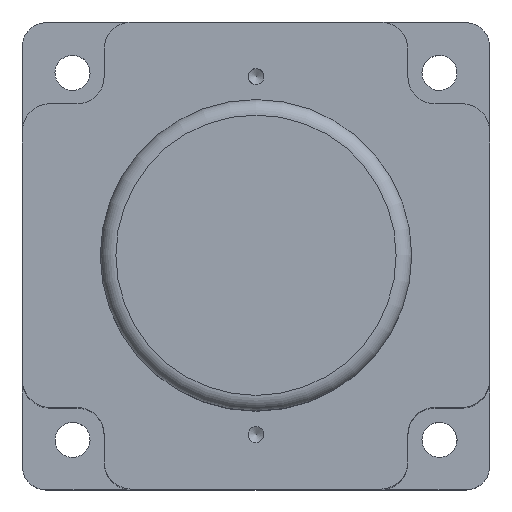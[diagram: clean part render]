
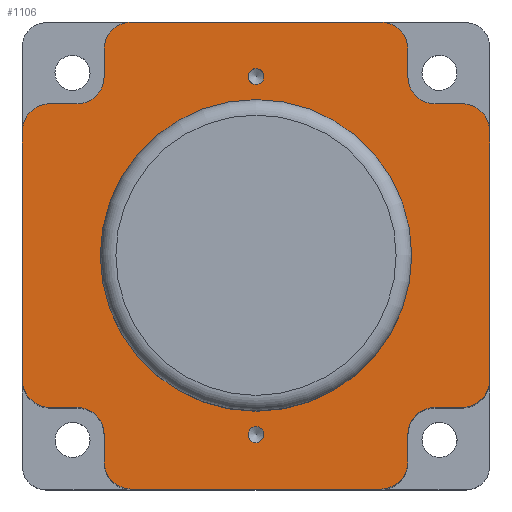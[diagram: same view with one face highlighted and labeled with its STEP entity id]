
A CAD part, top view. The second image highlights one B-rep face of the part: STEP entity #1106.
In plain terms, the highlighted planar face has unit normal (0, 0, 1).
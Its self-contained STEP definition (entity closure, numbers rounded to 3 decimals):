
#31=FACE_BOUND('',#184,.T.);
#32=FACE_BOUND('',#185,.T.);
#33=FACE_BOUND('',#186,.T.);
#46=PLANE('',#1237);
#114=FACE_OUTER_BOUND('',#183,.T.);
#183=EDGE_LOOP('',(#908,#909,#910,#911,#912,#913,#914,#915,#916,#917,#918,
#919,#920,#921,#922,#923,#924,#925,#926,#927,#928,#929,#930,#931));
#184=EDGE_LOOP('',(#932));
#185=EDGE_LOOP('',(#933,#934));
#186=EDGE_LOOP('',(#935,#936));
#274=CIRCLE('',#1235,20.);
#275=CIRCLE('',#1238,3.5);
#276=CIRCLE('',#1239,3.5);
#277=CIRCLE('',#1240,3.5);
#278=CIRCLE('',#1241,3.5);
#279=CIRCLE('',#1242,3.5);
#280=CIRCLE('',#1243,3.5);
#281=CIRCLE('',#1244,3.5);
#282=CIRCLE('',#1245,3.5);
#283=CIRCLE('',#1246,3.5);
#284=CIRCLE('',#1247,3.5);
#285=CIRCLE('',#1248,3.5);
#286=CIRCLE('',#1249,3.5);
#287=CIRCLE('',#1250,1.025);
#288=CIRCLE('',#1251,1.025);
#289=CIRCLE('',#1252,1.025);
#290=CIRCLE('',#1253,1.025);
#341=LINE('',#1872,#422);
#344=LINE('',#1878,#425);
#345=LINE('',#1882,#426);
#346=LINE('',#1886,#427);
#347=LINE('',#1891,#428);
#348=LINE('',#1895,#429);
#349=LINE('',#1899,#430);
#350=LINE('',#1903,#431);
#351=LINE('',#1907,#432);
#352=LINE('',#1911,#433);
#353=LINE('',#1915,#434);
#354=LINE('',#1919,#435);
#422=VECTOR('',#1505,32.);
#425=VECTOR('',#1510,32.);
#426=VECTOR('',#1513,3.5);
#427=VECTOR('',#1516,3.5);
#428=VECTOR('',#1521,3.5);
#429=VECTOR('',#1524,3.5);
#430=VECTOR('',#1527,32.);
#431=VECTOR('',#1530,3.5);
#432=VECTOR('',#1533,3.5);
#433=VECTOR('',#1536,32.);
#434=VECTOR('',#1539,3.5);
#435=VECTOR('',#1542,3.5);
#539=VERTEX_POINT('',#1866);
#540=VERTEX_POINT('',#1870);
#541=VERTEX_POINT('',#1871);
#542=VERTEX_POINT('',#1876);
#543=VERTEX_POINT('',#1877);
#544=VERTEX_POINT('',#1879);
#545=VERTEX_POINT('',#1881);
#546=VERTEX_POINT('',#1883);
#547=VERTEX_POINT('',#1885);
#548=VERTEX_POINT('',#1888);
#549=VERTEX_POINT('',#1890);
#550=VERTEX_POINT('',#1892);
#551=VERTEX_POINT('',#1894);
#552=VERTEX_POINT('',#1896);
#553=VERTEX_POINT('',#1898);
#554=VERTEX_POINT('',#1900);
#555=VERTEX_POINT('',#1902);
#556=VERTEX_POINT('',#1904);
#557=VERTEX_POINT('',#1906);
#558=VERTEX_POINT('',#1908);
#559=VERTEX_POINT('',#1910);
#560=VERTEX_POINT('',#1912);
#561=VERTEX_POINT('',#1914);
#562=VERTEX_POINT('',#1916);
#563=VERTEX_POINT('',#1918);
#564=VERTEX_POINT('',#1921);
#565=VERTEX_POINT('',#1922);
#566=VERTEX_POINT('',#1925);
#567=VERTEX_POINT('',#1926);
#677=EDGE_CURVE('',#539,#539,#274,.T.);
#678=EDGE_CURVE('',#540,#541,#341,.T.);
#681=EDGE_CURVE('',#542,#543,#344,.T.);
#682=EDGE_CURVE('',#543,#544,#275,.T.);
#683=EDGE_CURVE('',#545,#544,#345,.T.);
#684=EDGE_CURVE('',#546,#545,#276,.T.);
#685=EDGE_CURVE('',#547,#546,#346,.T.);
#686=EDGE_CURVE('',#547,#540,#277,.T.);
#687=EDGE_CURVE('',#541,#548,#278,.T.);
#688=EDGE_CURVE('',#549,#548,#347,.T.);
#689=EDGE_CURVE('',#550,#549,#279,.T.);
#690=EDGE_CURVE('',#551,#550,#348,.T.);
#691=EDGE_CURVE('',#551,#552,#280,.T.);
#692=EDGE_CURVE('',#552,#553,#349,.T.);
#693=EDGE_CURVE('',#553,#554,#281,.T.);
#694=EDGE_CURVE('',#555,#554,#350,.T.);
#695=EDGE_CURVE('',#556,#555,#282,.T.);
#696=EDGE_CURVE('',#557,#556,#351,.T.);
#697=EDGE_CURVE('',#557,#558,#283,.T.);
#698=EDGE_CURVE('',#558,#559,#352,.T.);
#699=EDGE_CURVE('',#559,#560,#284,.T.);
#700=EDGE_CURVE('',#561,#560,#353,.T.);
#701=EDGE_CURVE('',#562,#561,#285,.T.);
#702=EDGE_CURVE('',#563,#562,#354,.T.);
#703=EDGE_CURVE('',#563,#542,#286,.T.);
#704=EDGE_CURVE('',#564,#565,#287,.T.);
#705=EDGE_CURVE('',#565,#564,#288,.T.);
#706=EDGE_CURVE('',#566,#567,#289,.T.);
#707=EDGE_CURVE('',#567,#566,#290,.T.);
#908=ORIENTED_EDGE('',*,*,#681,.T.);
#909=ORIENTED_EDGE('',*,*,#682,.T.);
#910=ORIENTED_EDGE('',*,*,#683,.F.);
#911=ORIENTED_EDGE('',*,*,#684,.F.);
#912=ORIENTED_EDGE('',*,*,#685,.F.);
#913=ORIENTED_EDGE('',*,*,#686,.T.);
#914=ORIENTED_EDGE('',*,*,#678,.T.);
#915=ORIENTED_EDGE('',*,*,#687,.T.);
#916=ORIENTED_EDGE('',*,*,#688,.F.);
#917=ORIENTED_EDGE('',*,*,#689,.F.);
#918=ORIENTED_EDGE('',*,*,#690,.F.);
#919=ORIENTED_EDGE('',*,*,#691,.T.);
#920=ORIENTED_EDGE('',*,*,#692,.T.);
#921=ORIENTED_EDGE('',*,*,#693,.T.);
#922=ORIENTED_EDGE('',*,*,#694,.F.);
#923=ORIENTED_EDGE('',*,*,#695,.F.);
#924=ORIENTED_EDGE('',*,*,#696,.F.);
#925=ORIENTED_EDGE('',*,*,#697,.T.);
#926=ORIENTED_EDGE('',*,*,#698,.T.);
#927=ORIENTED_EDGE('',*,*,#699,.T.);
#928=ORIENTED_EDGE('',*,*,#700,.F.);
#929=ORIENTED_EDGE('',*,*,#701,.F.);
#930=ORIENTED_EDGE('',*,*,#702,.F.);
#931=ORIENTED_EDGE('',*,*,#703,.T.);
#932=ORIENTED_EDGE('',*,*,#677,.T.);
#933=ORIENTED_EDGE('',*,*,#704,.F.);
#934=ORIENTED_EDGE('',*,*,#705,.F.);
#935=ORIENTED_EDGE('',*,*,#706,.F.);
#936=ORIENTED_EDGE('',*,*,#707,.F.);
#1106=ADVANCED_FACE('',(#114,#31,#32,#33),#46,.T.);
#1235=AXIS2_PLACEMENT_3D('',#1868,#1501,#1502);
#1237=AXIS2_PLACEMENT_3D('',#1875,#1508,#1509);
#1238=AXIS2_PLACEMENT_3D('',#1880,#1511,#1512);
#1239=AXIS2_PLACEMENT_3D('',#1884,#1514,#1515);
#1240=AXIS2_PLACEMENT_3D('',#1887,#1517,#1518);
#1241=AXIS2_PLACEMENT_3D('',#1889,#1519,#1520);
#1242=AXIS2_PLACEMENT_3D('',#1893,#1522,#1523);
#1243=AXIS2_PLACEMENT_3D('',#1897,#1525,#1526);
#1244=AXIS2_PLACEMENT_3D('',#1901,#1528,#1529);
#1245=AXIS2_PLACEMENT_3D('',#1905,#1531,#1532);
#1246=AXIS2_PLACEMENT_3D('',#1909,#1534,#1535);
#1247=AXIS2_PLACEMENT_3D('',#1913,#1537,#1538);
#1248=AXIS2_PLACEMENT_3D('',#1917,#1540,#1541);
#1249=AXIS2_PLACEMENT_3D('',#1920,#1543,#1544);
#1250=AXIS2_PLACEMENT_3D('',#1923,#1545,#1546);
#1251=AXIS2_PLACEMENT_3D('',#1924,#1547,#1548);
#1252=AXIS2_PLACEMENT_3D('',#1927,#1549,#1550);
#1253=AXIS2_PLACEMENT_3D('',#1928,#1551,#1552);
#1501=DIRECTION('center_axis',(0.,0.,-1.));
#1502=DIRECTION('ref_axis',(1.,0.,0.));
#1505=DIRECTION('',(0.,-1.,0.));
#1508=DIRECTION('center_axis',(0.,0.,1.));
#1509=DIRECTION('ref_axis',(1.,0.,0.));
#1510=DIRECTION('',(-1.,0.,0.));
#1511=DIRECTION('center_axis',(0.,0.,1.));
#1512=DIRECTION('ref_axis',(0.,1.,0.));
#1513=DIRECTION('',(0.,1.,0.));
#1514=DIRECTION('center_axis',(0.,0.,1.));
#1515=DIRECTION('ref_axis',(0.,-1.,0.));
#1516=DIRECTION('',(1.,0.,0.));
#1517=DIRECTION('center_axis',(0.,0.,1.));
#1518=DIRECTION('ref_axis',(0.,1.,0.));
#1519=DIRECTION('center_axis',(0.,0.,1.));
#1520=DIRECTION('ref_axis',(-1.,0.,0.));
#1521=DIRECTION('',(-1.,0.,0.));
#1522=DIRECTION('center_axis',(0.,0.,1.));
#1523=DIRECTION('ref_axis',(1.,0.,0.));
#1524=DIRECTION('',(0.,1.,0.));
#1525=DIRECTION('center_axis',(0.,0.,1.));
#1526=DIRECTION('ref_axis',(-1.,0.,0.));
#1527=DIRECTION('',(1.,0.,0.));
#1528=DIRECTION('center_axis',(0.,0.,1.));
#1529=DIRECTION('ref_axis',(0.,-1.,0.));
#1530=DIRECTION('',(0.,-1.,0.));
#1531=DIRECTION('center_axis',(0.,0.,1.));
#1532=DIRECTION('ref_axis',(0.,1.,0.));
#1533=DIRECTION('',(-1.,0.,0.));
#1534=DIRECTION('center_axis',(0.,0.,1.));
#1535=DIRECTION('ref_axis',(0.,-1.,0.));
#1536=DIRECTION('',(0.,1.,0.));
#1537=DIRECTION('center_axis',(0.,0.,1.));
#1538=DIRECTION('ref_axis',(1.,0.,0.));
#1539=DIRECTION('',(1.,0.,0.));
#1540=DIRECTION('center_axis',(0.,0.,1.));
#1541=DIRECTION('ref_axis',(-1.,0.,0.));
#1542=DIRECTION('',(0.,-1.,0.));
#1543=DIRECTION('center_axis',(0.,0.,1.));
#1544=DIRECTION('ref_axis',(1.,0.,0.));
#1545=DIRECTION('center_axis',(0.,0.,1.));
#1546=DIRECTION('ref_axis',(-1.,0.,0.));
#1547=DIRECTION('center_axis',(0.,0.,1.));
#1548=DIRECTION('ref_axis',(-1.,0.,0.));
#1549=DIRECTION('center_axis',(0.,0.,1.));
#1550=DIRECTION('ref_axis',(1.,0.,0.));
#1551=DIRECTION('center_axis',(0.,0.,1.));
#1552=DIRECTION('ref_axis',(1.,0.,0.));
#1866=CARTESIAN_POINT('',(-20.,0.,65.));
#1868=CARTESIAN_POINT('Origin',(0.,0.,65.));
#1870=CARTESIAN_POINT('',(-30.,16.,65.));
#1871=CARTESIAN_POINT('',(-30.,-16.,65.));
#1872=CARTESIAN_POINT('',(-30.,16.,65.));
#1875=CARTESIAN_POINT('Origin',(-31.2,0.,65.));
#1876=CARTESIAN_POINT('',(16.,30.,65.));
#1877=CARTESIAN_POINT('',(-16.,30.,65.));
#1878=CARTESIAN_POINT('',(16.,30.,65.));
#1879=CARTESIAN_POINT('',(-19.5,26.5,65.));
#1880=CARTESIAN_POINT('Origin',(-16.,26.5,65.));
#1881=CARTESIAN_POINT('',(-19.5,23.,65.));
#1882=CARTESIAN_POINT('',(-19.5,23.,65.));
#1883=CARTESIAN_POINT('',(-23.,19.5,65.));
#1884=CARTESIAN_POINT('Origin',(-23.,23.,65.));
#1885=CARTESIAN_POINT('',(-26.5,19.5,65.));
#1886=CARTESIAN_POINT('',(-26.5,19.5,65.));
#1887=CARTESIAN_POINT('Origin',(-26.5,16.,65.));
#1888=CARTESIAN_POINT('',(-26.5,-19.5,65.));
#1889=CARTESIAN_POINT('Origin',(-26.5,-16.,65.));
#1890=CARTESIAN_POINT('',(-23.,-19.5,65.));
#1891=CARTESIAN_POINT('',(-23.,-19.5,65.));
#1892=CARTESIAN_POINT('',(-19.5,-23.,65.));
#1893=CARTESIAN_POINT('Origin',(-23.,-23.,65.));
#1894=CARTESIAN_POINT('',(-19.5,-26.5,65.));
#1895=CARTESIAN_POINT('',(-19.5,-26.5,65.));
#1896=CARTESIAN_POINT('',(-16.,-30.,65.));
#1897=CARTESIAN_POINT('Origin',(-16.,-26.5,65.));
#1898=CARTESIAN_POINT('',(16.,-30.,65.));
#1899=CARTESIAN_POINT('',(-16.,-30.,65.));
#1900=CARTESIAN_POINT('',(19.5,-26.5,65.));
#1901=CARTESIAN_POINT('Origin',(16.,-26.5,65.));
#1902=CARTESIAN_POINT('',(19.5,-23.,65.));
#1903=CARTESIAN_POINT('',(19.5,-23.,65.));
#1904=CARTESIAN_POINT('',(23.,-19.5,65.));
#1905=CARTESIAN_POINT('Origin',(23.,-23.,65.));
#1906=CARTESIAN_POINT('',(26.5,-19.5,65.));
#1907=CARTESIAN_POINT('',(26.5,-19.5,65.));
#1908=CARTESIAN_POINT('',(30.,-16.,65.));
#1909=CARTESIAN_POINT('Origin',(26.5,-16.,65.));
#1910=CARTESIAN_POINT('',(30.,16.,65.));
#1911=CARTESIAN_POINT('',(30.,-16.,65.));
#1912=CARTESIAN_POINT('',(26.5,19.5,65.));
#1913=CARTESIAN_POINT('Origin',(26.5,16.,65.));
#1914=CARTESIAN_POINT('',(23.,19.5,65.));
#1915=CARTESIAN_POINT('',(23.,19.5,65.));
#1916=CARTESIAN_POINT('',(19.5,23.,65.));
#1917=CARTESIAN_POINT('Origin',(23.,23.,65.));
#1918=CARTESIAN_POINT('',(19.5,26.5,65.));
#1919=CARTESIAN_POINT('',(19.5,26.5,65.));
#1920=CARTESIAN_POINT('Origin',(16.,26.5,65.));
#1921=CARTESIAN_POINT('',(1.025,23.,65.));
#1922=CARTESIAN_POINT('',(1.016,22.862,65.));
#1923=CARTESIAN_POINT('Origin',(0.,23.,65.));
#1924=CARTESIAN_POINT('Origin',(0.,23.,65.));
#1925=CARTESIAN_POINT('',(-1.025,-23.,65.));
#1926=CARTESIAN_POINT('',(1.016,-22.862,65.));
#1927=CARTESIAN_POINT('Origin',(0.,-23.,65.));
#1928=CARTESIAN_POINT('Origin',(0.,-23.,65.));
